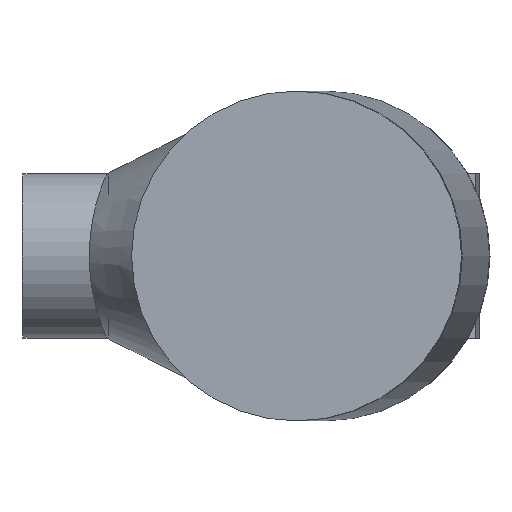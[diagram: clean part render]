
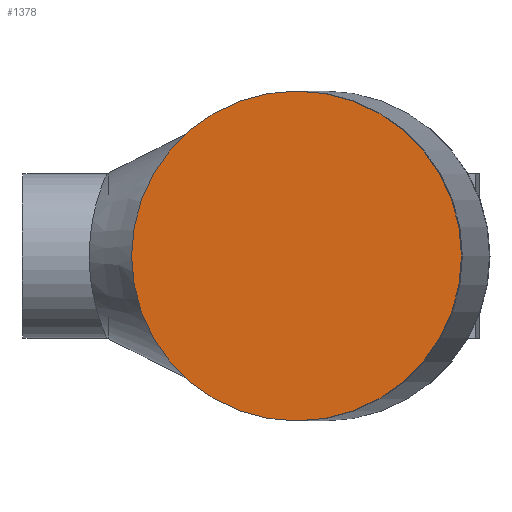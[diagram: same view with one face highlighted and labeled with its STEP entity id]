
A CAD part, front view. The second image highlights one B-rep face of the part: STEP entity #1378.
In plain terms, the highlighted face is planar.
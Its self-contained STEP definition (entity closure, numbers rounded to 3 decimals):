
#108=PLANE('',#1640);
#149=CIRCLE('',#1632,25.);
#430=FACE_OUTER_BOUND('',#521,.T.);
#521=EDGE_LOOP('',(#1056));
#658=VERTEX_POINT('',#3249);
#801=EDGE_CURVE('',#658,#658,#149,.T.);
#1056=ORIENTED_EDGE('',*,*,#801,.F.);
#1378=ADVANCED_FACE('',(#430),#108,.F.);
#1632=AXIS2_PLACEMENT_3D('',#3251,#1864,#1865);
#1640=AXIS2_PLACEMENT_3D('',#3264,#1882,#1883);
#1864=DIRECTION('center_axis',(0.,1.,0.));
#1865=DIRECTION('ref_axis',(-1.,0.,0.));
#1882=DIRECTION('center_axis',(0.,1.,0.));
#1883=DIRECTION('ref_axis',(0.,0.,1.));
#3249=CARTESIAN_POINT('',(25.,0.,0.));
#3251=CARTESIAN_POINT('Origin',(0.,0.,0.));
#3264=CARTESIAN_POINT('Origin',(0.,0.,0.));
